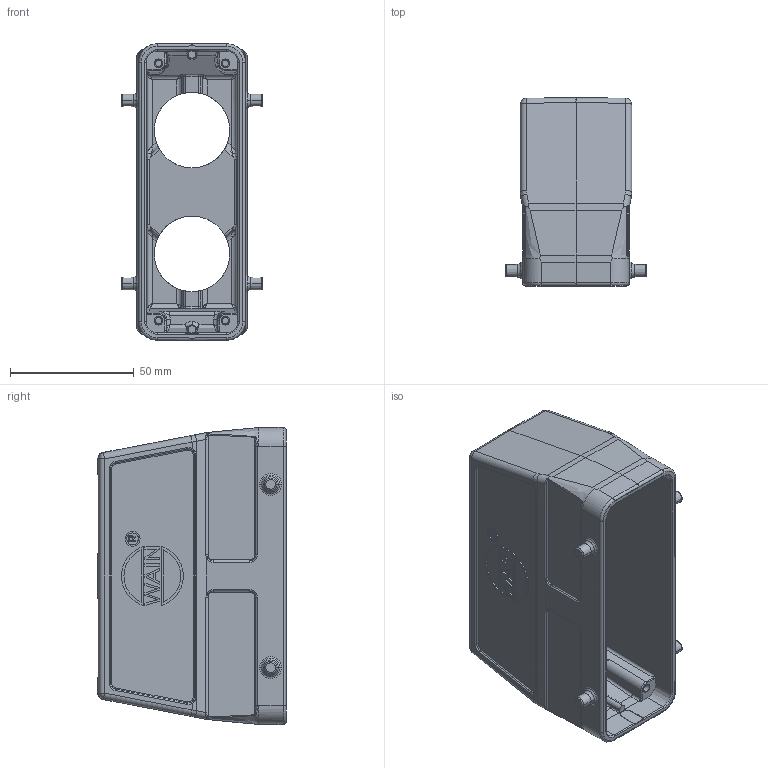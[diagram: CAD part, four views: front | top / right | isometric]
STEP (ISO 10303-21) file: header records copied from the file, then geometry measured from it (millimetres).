
FILE_DESCRIPTION((''),'2;1');
FILE_NAME('H24B-BEH-4B--_','2019-08-29T',('sh.ye'),(''),'PRO/ENGINEER BY PARAMETRIC TECHNOLOGY CORPORATION, 2015240','PRO/ENGINEER BY PARAMETRIC TECHNOLOGY CORPORATION, 2015240','');
FILE_SCHEMA(('AUTOMOTIVE_DESIGN { 1 0 10303 214 1 1 1 1 }'));
Length unit declared in the file: millimetre
Products named in the file (1): H24B-BEH-4B--_
Bounding box: 57 x 76 x 120 mm (x, y, z)
Volume: 89292.6 mm3; surface area: 51407.6 mm2
Topology: 1 solids, 1 shells, 733 faces, 1819 edges, 1099 vertices
Faces by surface type: plane 241, cylinder 197, bspline 136, torus 77, cone 50, extrusion 28, sphere 4
Entity records: 29919 total; most frequent: CARTESIAN_POINT 13661, ORIENTED_EDGE 3590, DIRECTION 3017, EDGE_CURVE 1795, VERTEX_POINT 1099, AXIS2_PLACEMENT_3D 1081, VECTOR 855, LINE 827
